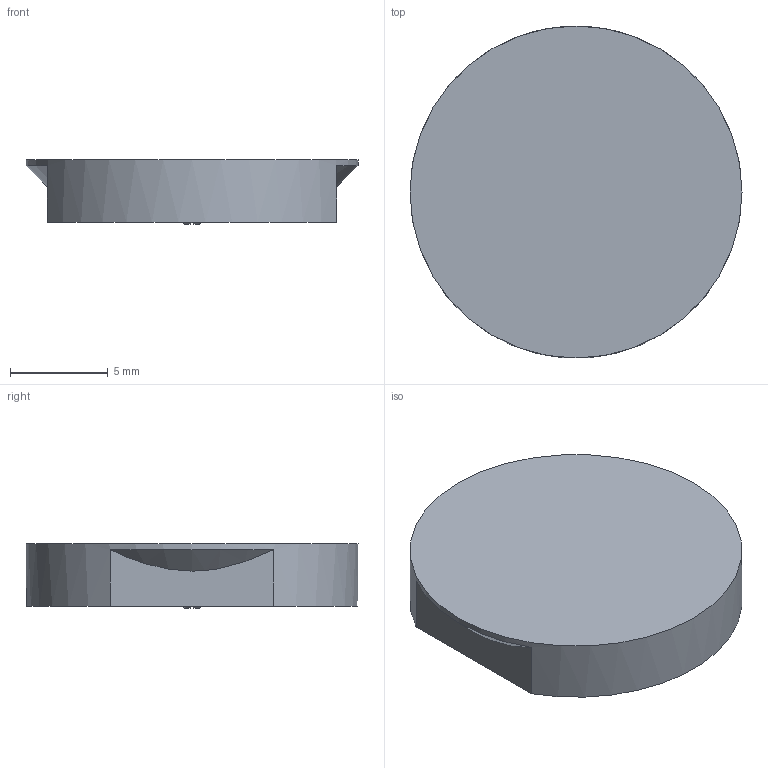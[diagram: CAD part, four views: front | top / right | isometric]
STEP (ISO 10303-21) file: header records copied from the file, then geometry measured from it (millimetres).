
FILE_DESCRIPTION(/* description */ (''),/* implementation_level */ '2;1');
FILE_NAME(/* name */ 'Component Multipoints.step',/* time_stamp */ '2024-08-26T17:29:17-04:00',/* author */ (''),/* organization */ (''),/* preprocessor_version */ 'ST-DEVELOPER v20',/* originating_system */ 'Autodesk Translation Framework v13.14.0.145',/* authorisation */ '');
FILE_SCHEMA (('AUTOMOTIVE_DESIGN { 1 0 10303 214 3 1 1 }'));
Length unit declared in the file: millimetre
Products named in the file (1): Coin Slot
Bounding box: 17 x 17 x 3.3 mm (x, y, z)
Volume: 695.7 mm3; surface area: 615.8 mm2
Topology: 1 solids, 1 shells, 15 faces, 35 edges, 23 vertices
Faces by surface type: plane 10, cone 4, cylinder 1
Full cylindrical faces by diameter (mm): 17 x1
Entity records: 470 total; most frequent: CARTESIAN_POINT 90, ORIENTED_EDGE 70, DIRECTION 69, EDGE_CURVE 35, AXIS2_PLACEMENT_3D 26, VERTEX_POINT 23, LINE 17, VECTOR 17
